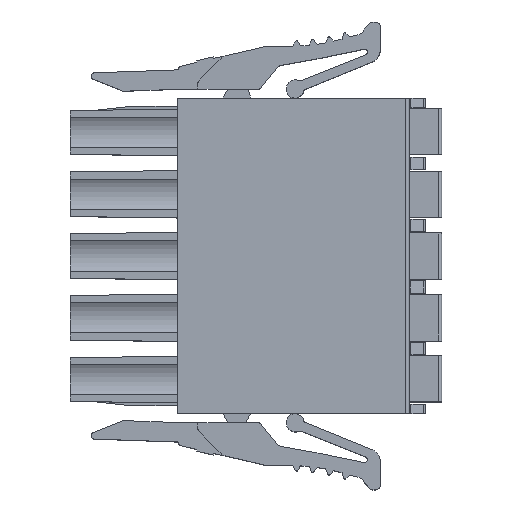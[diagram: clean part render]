
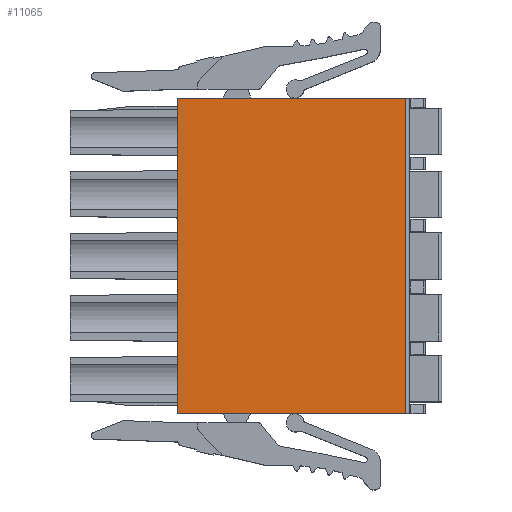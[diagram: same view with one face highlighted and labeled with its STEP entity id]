
A CAD part, top view. The second image highlights one B-rep face of the part: STEP entity #11065.
In plain terms, the highlighted planar face has unit normal (0, 0, 1).
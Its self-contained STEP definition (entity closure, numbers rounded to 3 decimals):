
#1995=DIRECTION('',(0.,1.,0.));
#1996=VECTOR('',#1995,19.44);
#1997=CARTESIAN_POINT('',(7.475,-22.265,3.4));
#1998=LINE('',#1997,#1996);
#2003=DIRECTION('',(0.,1.,0.));
#2004=VECTOR('',#2003,19.44);
#2005=CARTESIAN_POINT('',(-6.625,-22.265,
3.4));
#2006=LINE('',#2005,#2004);
#2957=DIRECTION('',(-1.,0.,0.));
#2958=VECTOR('',#2957,14.1);
#2959=CARTESIAN_POINT('',(7.475,-2.825,3.4));
#2960=LINE('',#2959,#2958);
#4218=DIRECTION('',(1.,0.,0.));
#4219=VECTOR('',#4218,14.1);
#4220=CARTESIAN_POINT('',(-6.625,-22.265,
3.4));
#4221=LINE('',#4220,#4219);
#6829=CARTESIAN_POINT('',(-6.625,-22.265,
3.4));
#6830=VERTEX_POINT('',#6829);
#6865=CARTESIAN_POINT('',(7.475,-22.265,3.4));
#6866=VERTEX_POINT('',#6865);
#7958=CARTESIAN_POINT('',(-6.625,-2.825,
3.4));
#7959=VERTEX_POINT('',#7958);
#7960=CARTESIAN_POINT('',(7.475,-2.825,3.4));
#7961=VERTEX_POINT('',#7960);
#11051=CARTESIAN_POINT('',(4.299,-14.645,3.4));
#11052=DIRECTION('',(0.,0.,1.));
#11053=DIRECTION('',(-1.,0.,0.));
#11054=AXIS2_PLACEMENT_3D('',#11051,#11052,#11053);
#11055=PLANE('',#11054);
#11057=ORIENTED_EDGE('',*,*,#11056,.T.);
#11059=ORIENTED_EDGE('',*,*,#11058,.F.);
#11060=ORIENTED_EDGE('',*,*,#11041,.F.);
#11062=ORIENTED_EDGE('',*,*,#11061,.F.);
#11063=EDGE_LOOP('',(#11057,#11059,#11060,#11062));
#11064=FACE_OUTER_BOUND('',#11063,.F.);
#11041=EDGE_CURVE('',#6866,#7961,#1998,.T.);
#11056=EDGE_CURVE('',#6830,#7959,#2006,.T.);
#11058=EDGE_CURVE('',#7961,#7959,#2960,.T.);
#11061=EDGE_CURVE('',#6830,#6866,#4221,.T.);
#11065=ADVANCED_FACE('',(#11064),#11055,.T.);
